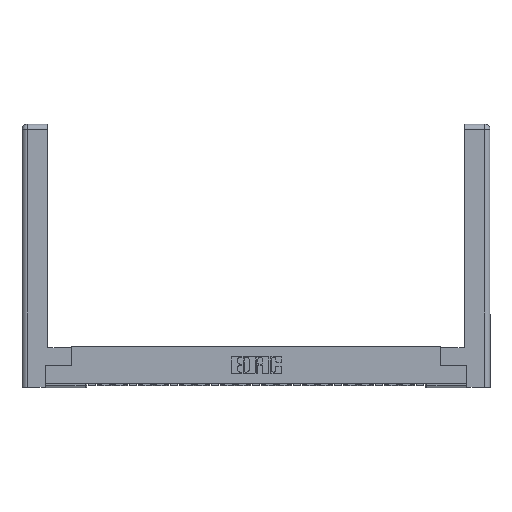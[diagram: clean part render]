
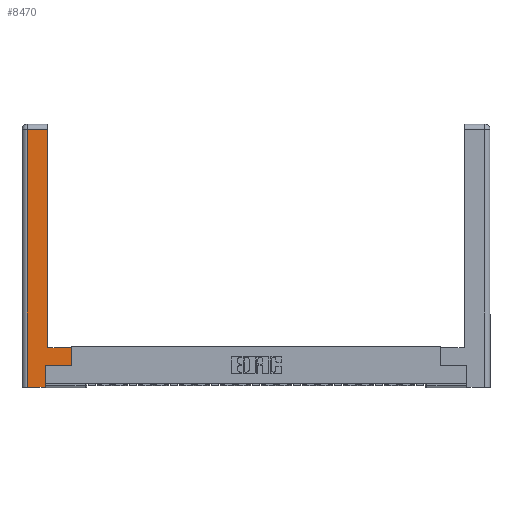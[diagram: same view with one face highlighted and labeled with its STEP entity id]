
A CAD part, top view. The second image highlights one B-rep face of the part: STEP entity #8470.
In plain terms, the highlighted planar face has unit normal (0, 0, 1).
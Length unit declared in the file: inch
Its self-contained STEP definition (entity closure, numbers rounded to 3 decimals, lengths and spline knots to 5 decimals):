
#23 = DIRECTION ( 'NONE',  ( 0., 0., -1. ) ) ;
#496 = EDGE_CURVE ( 'NONE', #11245, #25683, #16621, .T. ) ;
#653 = ORIENTED_EDGE ( 'NONE', *, *, #18358, .T. ) ;
#748 = VERTEX_POINT ( 'NONE', #1198 ) ;
#771 = EDGE_CURVE ( 'NONE', #2702, #23026, #15760, .T. ) ;
#866 = CARTESIAN_POINT ( 'NONE',  ( 0.265, 0., 0. ) ) ;
#1198 = CARTESIAN_POINT ( 'NONE',  ( 0.565, 0.45, 0. ) ) ;
#1668 = VECTOR ( 'NONE', #21241, 39.37008 ) ;
#1903 = CARTESIAN_POINT ( 'NONE',  ( 0.565, 0.245, 0. ) ) ;
#2702 = VERTEX_POINT ( 'NONE', #17116 ) ;
#3121 = CARTESIAN_POINT ( 'NONE',  ( 0.0615, 2.94, 0. ) ) ;
#3594 = CARTESIAN_POINT ( 'NONE',  ( 0.0615, 0., 0. ) ) ;
#5476 = VERTEX_POINT ( 'NONE', #9707 ) ;
#5524 = DIRECTION ( 'NONE',  ( 0., 1., 0. ) ) ;
#5661 = FACE_OUTER_BOUND ( 'NONE', #24691, .T. ) ;
#5718 = CARTESIAN_POINT ( 'NONE',  ( 0.265, 0.245, 0. ) ) ;
#6611 = VECTOR ( 'NONE', #17702, 39.37008 ) ;
#7662 = LINE ( 'NONE', #3121, #6611 ) ;
#8204 = EDGE_CURVE ( 'NONE', #748, #2702, #16737, .T. ) ;
#8258 = CARTESIAN_POINT ( 'NONE',  ( 0.295, 2.94, 0. ) ) ;
#8465 = CARTESIAN_POINT ( 'NONE',  ( 0.565, 0.45, 0. ) ) ;
#8470 = ADVANCED_FACE ( 'NONE', ( #5661 ), #12266, .F. ) ;
#9707 = CARTESIAN_POINT ( 'NONE',  ( 0.0615, 2.94, 0. ) ) ;
#9984 = LINE ( 'NONE', #8465, #15576 ) ;
#11178 = EDGE_CURVE ( 'NONE', #23026, #5476, #7662, .T. ) ;
#11245 = VERTEX_POINT ( 'NONE', #5718 ) ;
#12266 = PLANE ( 'NONE',  #17494 ) ;
#13430 = VECTOR ( 'NONE', #14378, 39.37008 ) ;
#14073 = ORIENTED_EDGE ( 'NONE', *, *, #496, .T. ) ;
#14254 = ORIENTED_EDGE ( 'NONE', *, *, #22870, .T. ) ;
#14338 = CARTESIAN_POINT ( 'NONE',  ( 0.265, 0.245, 0. ) ) ;
#14378 = DIRECTION ( 'NONE',  ( 1., 0., 0. ) ) ;
#14699 = EDGE_CURVE ( 'NONE', #25683, #748, #9984, .T. ) ;
#14805 = CARTESIAN_POINT ( 'NONE',  ( 0.295, 0.45, 0. ) ) ;
#15487 = DIRECTION ( 'NONE',  ( 0., 1., 0. ) ) ;
#15576 = VECTOR ( 'NONE', #16590, 39.37008 ) ;
#15760 = LINE ( 'NONE', #24112, #22947 ) ;
#16113 = VECTOR ( 'NONE', #5524, 39.37008 ) ;
#16414 = ORIENTED_EDGE ( 'NONE', *, *, #771, .T. ) ;
#16590 = DIRECTION ( 'NONE',  ( 0., 1., 0. ) ) ;
#16621 = LINE ( 'NONE', #1903, #24752 ) ;
#16737 = LINE ( 'NONE', #14805, #1668 ) ;
#16904 = ORIENTED_EDGE ( 'NONE', *, *, #17693, .T. ) ;
#16981 = CARTESIAN_POINT ( 'NONE',  ( 0.265, 0., 0. ) ) ;
#17116 = CARTESIAN_POINT ( 'NONE',  ( 0.295, 0.45, 0. ) ) ;
#17494 = AXIS2_PLACEMENT_3D ( 'NONE', #20495, #23, #18846 ) ;
#17693 = EDGE_CURVE ( 'NONE', #21048, #19909, #18610, .T. ) ;
#17702 = DIRECTION ( 'NONE',  ( -1., 0., 0. ) ) ;
#18299 = LINE ( 'NONE', #3594, #26321 ) ;
#18358 = EDGE_CURVE ( 'NONE', #19909, #11245, #26658, .T. ) ;
#18610 = LINE ( 'NONE', #16981, #13430 ) ;
#18846 = DIRECTION ( 'NONE',  ( -1., 0., 0. ) ) ;
#19591 = ORIENTED_EDGE ( 'NONE', *, *, #8204, .T. ) ;
#19909 = VERTEX_POINT ( 'NONE', #866 ) ;
#19933 = CARTESIAN_POINT ( 'NONE',  ( 0.565, 0.245, 0. ) ) ;
#20495 = CARTESIAN_POINT ( 'NONE',  ( 0., 0., 0. ) ) ;
#20664 = ORIENTED_EDGE ( 'NONE', *, *, #11178, .T. ) ;
#21048 = VERTEX_POINT ( 'NONE', #21608 ) ;
#21241 = DIRECTION ( 'NONE',  ( -1., 0., 0. ) ) ;
#21480 = ORIENTED_EDGE ( 'NONE', *, *, #14699, .T. ) ;
#21608 = CARTESIAN_POINT ( 'NONE',  ( 0.0615, 0., 0. ) ) ;
#22870 = EDGE_CURVE ( 'NONE', #5476, #21048, #18299, .T. ) ;
#22947 = VECTOR ( 'NONE', #15487, 39.37008 ) ;
#23026 = VERTEX_POINT ( 'NONE', #8258 ) ;
#24112 = CARTESIAN_POINT ( 'NONE',  ( 0.295, 3., 0. ) ) ;
#24182 = DIRECTION ( 'NONE',  ( 0., -1., 0. ) ) ;
#24691 = EDGE_LOOP ( 'NONE', ( #16414, #20664, #14254, #16904, #653, #14073, #21480, #19591 ) ) ;
#24752 = VECTOR ( 'NONE', #24958, 39.37008 ) ;
#24958 = DIRECTION ( 'NONE',  ( 1., 0., 0. ) ) ;
#25683 = VERTEX_POINT ( 'NONE', #19933 ) ;
#26321 = VECTOR ( 'NONE', #24182, 39.37008 ) ;
#26658 = LINE ( 'NONE', #14338, #16113 ) ;
